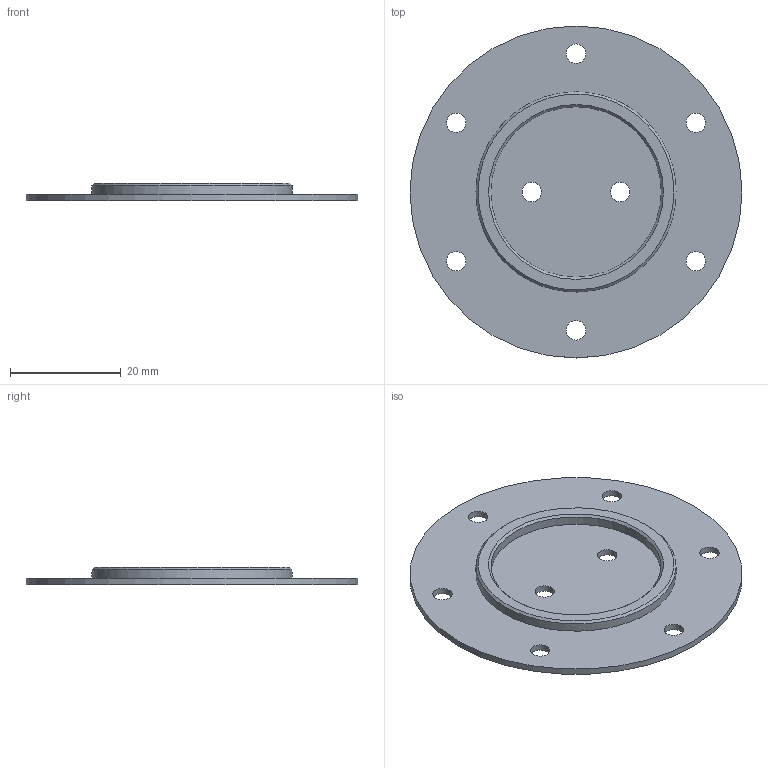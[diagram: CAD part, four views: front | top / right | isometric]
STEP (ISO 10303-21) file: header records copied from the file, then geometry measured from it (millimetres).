
FILE_DESCRIPTION(('STEP AP242'), '1');
FILE_NAME('ﾏ鮏ⅹ籵', '', ('UNSPECIFIED'), ('UNSPECIFIED'), 'C3D Converter', 'C3D Toolkit', '');
FILE_SCHEMA(('AP242_MANAGED_MODEL_BASED_3D_ENGINEERING_MIM_LF { 1 0 10303 442 1 1 4 }'));
Length unit declared in the file: millimetre
Bounding box: 60 x 60 x 3.16 mm (x, y, z)
Volume: 3737.6 mm3; surface area: 6193.1 mm2
Topology: 1 solids, 1 shells, 17 faces, 37 edges, 24 vertices
Faces by surface type: cylinder 10, plane 4, extrusion 1, bspline 1, cone 1
Full cylindrical faces by diameter (mm): 3.5 x8, 30.8 x1, 60 x1
Entity records: 1008 total; most frequent: CARTESIAN_POINT 602, DIRECTION 75, EDGE_LOOP 48, ORIENTED_EDGE 48, AXIS2_PLACEMENT_3D 37, FACE_OUTER_BOUND 26, EDGE_CURVE 24, VERTEX_POINT 24
